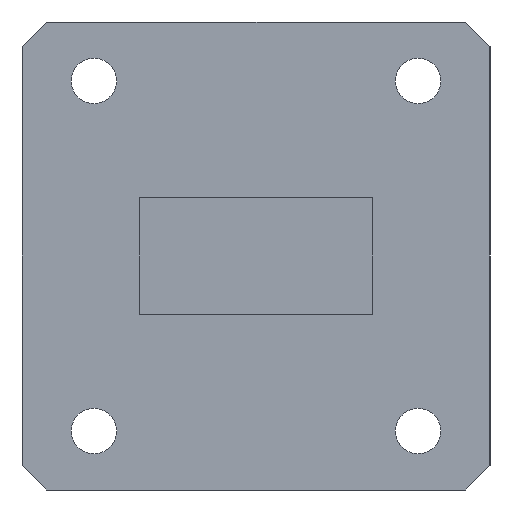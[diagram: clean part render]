
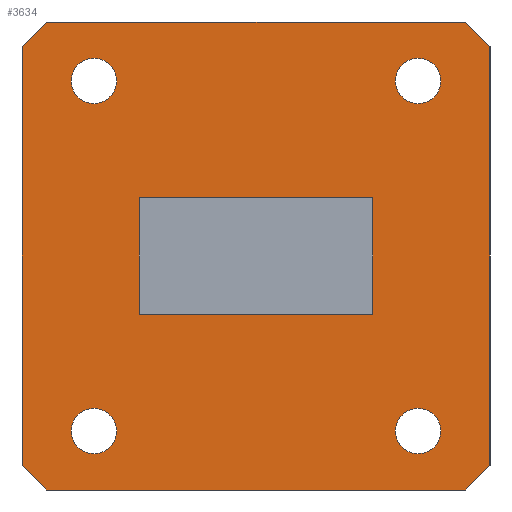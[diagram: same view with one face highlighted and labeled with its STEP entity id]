
A CAD part, left-side view. The second image highlights one B-rep face of the part: STEP entity #3634.
In plain terms, the highlighted planar face has unit normal (-1, 0, 0).
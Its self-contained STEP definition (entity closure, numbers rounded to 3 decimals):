
#3634=ADVANCED_FACE('',(#13343,#13345,#13347,#13349,#13351,#13353),#13355,.T.);
#13343=FACE_BOUND('',#13344,.T.);
#13344=EDGE_LOOP('',(#23979,#23980,#23981,#23982,#23983,#23984,#23985,#23986));
#13345=FACE_BOUND('',#13346,.T.);
#13346=EDGE_LOOP('',(#23987,#23988,#23989,#23990));
#13347=FACE_BOUND('',#13348,.T.);
#13348=EDGE_LOOP('',(#23991));
#13349=FACE_BOUND('',#13350,.T.);
#13350=EDGE_LOOP('',(#23992));
#13351=FACE_BOUND('',#13352,.T.);
#13352=EDGE_LOOP('',(#23993));
#13353=FACE_BOUND('',#13354,.T.);
#13354=EDGE_LOOP('',(#23994));
#13355=PLANE('',#13356);
#13356=AXIS2_PLACEMENT_3D('',#13357,#13358,#13359);
#13357=CARTESIAN_POINT('',(-33.6,0.,0.));
#13358=DIRECTION('',(-1.,0.,0.));
#13359=DIRECTION('',(0.,0.,1.));
#23979=ORIENTED_EDGE('',*,*,#28924,.T.);
#23980=ORIENTED_EDGE('',*,*,#28968,.F.);
#23981=ORIENTED_EDGE('',*,*,#28969,.F.);
#23982=ORIENTED_EDGE('',*,*,#28970,.F.);
#23983=ORIENTED_EDGE('',*,*,#28929,.F.);
#23984=ORIENTED_EDGE('',*,*,#28940,.F.);
#23985=ORIENTED_EDGE('',*,*,#28920,.T.);
#23986=ORIENTED_EDGE('',*,*,#28938,.F.);
#23987=ORIENTED_EDGE('',*,*,#28935,.T.);
#23988=ORIENTED_EDGE('',*,*,#28971,.T.);
#23989=ORIENTED_EDGE('',*,*,#28932,.T.);
#23990=ORIENTED_EDGE('',*,*,#28529,.F.);
#23991=ORIENTED_EDGE('',*,*,#28519,.T.);
#23992=ORIENTED_EDGE('',*,*,#28521,.T.);
#23993=ORIENTED_EDGE('',*,*,#28489,.T.);
#23994=ORIENTED_EDGE('',*,*,#28487,.T.);
#28487=EDGE_CURVE('',#31729,#31729,#31730,.T.);
#28489=EDGE_CURVE('',#31733,#31733,#31734,.T.);
#28519=EDGE_CURVE('',#31793,#31793,#31794,.T.);
#28521=EDGE_CURVE('',#31797,#31797,#31798,.T.);
#28529=EDGE_CURVE('',#31812,#31807,#31814,.T.);
#28920=EDGE_CURVE('',#32589,#32590,#32591,.T.);
#28924=EDGE_CURVE('',#32597,#32598,#32599,.T.);
#28929=EDGE_CURVE('',#32606,#32608,#32609,.T.);
#28932=EDGE_CURVE('',#32613,#31807,#32614,.T.);
#28935=EDGE_CURVE('',#31812,#32618,#32619,.T.);
#28938=EDGE_CURVE('',#32597,#32590,#32623,.T.);
#28940=EDGE_CURVE('',#32589,#32606,#32625,.T.);
#28968=EDGE_CURVE('',#32669,#32598,#32670,.T.);
#28969=EDGE_CURVE('',#32671,#32669,#32672,.T.);
#28970=EDGE_CURVE('',#32608,#32671,#32673,.T.);
#28971=EDGE_CURVE('',#32618,#32613,#32674,.T.);
#31729=VERTEX_POINT('',#43328);
#31730=CIRCLE('',#43329,1.85);
#31733=VERTEX_POINT('',#43338);
#31734=CIRCLE('',#43339,1.85);
#31793=VERTEX_POINT('',#43488);
#31794=CIRCLE('',#43489,1.85);
#31797=VERTEX_POINT('',#43498);
#31798=CIRCLE('',#43499,1.85);
#31807=VERTEX_POINT('',#43523);
#31812=VERTEX_POINT('',#43532);
#31814=LINE('',#43536,#43537);
#32589=VERTEX_POINT('',#49369);
#32590=VERTEX_POINT('',#49370);
#32591=LINE('',#49371,#49372);
#32597=VERTEX_POINT('',#49385);
#32598=VERTEX_POINT('',#49386);
#32599=LINE('',#49387,#49388);
#32606=VERTEX_POINT('',#49402);
#32608=VERTEX_POINT('',#49406);
#32609=LINE('',#49407,#49408);
#32613=VERTEX_POINT('',#49417);
#32614=LINE('',#49418,#49419);
#32618=VERTEX_POINT('',#49428);
#32619=LINE('',#49429,#49430);
#32623=LINE('',#49439,#49440);
#32625=LINE('',#49445,#49446);
#32669=VERTEX_POINT('',#49553);
#32670=LINE('',#49554,#49555);
#32671=VERTEX_POINT('',#49557);
#32672=LINE('',#49558,#49559);
#32673=LINE('',#49561,#49562);
#32674=LINE('',#49564,#49565);
#43328=CARTESIAN_POINT('',(-33.6,-13.2,11.35));
#43329=AXIS2_PLACEMENT_3D('',#43330,#43331,#43332);
#43330=CARTESIAN_POINT('',(-33.6,-13.2,9.5));
#43331=DIRECTION('',(1.,-0.,-0.));
#43332=DIRECTION('',(0.,0.,1.));
#43338=CARTESIAN_POINT('',(-33.6,13.2,11.35));
#43339=AXIS2_PLACEMENT_3D('',#43340,#43341,#43342);
#43340=CARTESIAN_POINT('',(-33.6,13.2,9.5));
#43341=DIRECTION('',(1.,-0.,-0.));
#43342=DIRECTION('',(0.,0.,1.));
#43488=CARTESIAN_POINT('',(-33.6,13.2,-17.15));
#43489=AXIS2_PLACEMENT_3D('',#43490,#43491,#43492);
#43490=CARTESIAN_POINT('',(-33.6,13.2,-19.));
#43491=DIRECTION('',(1.,-0.,-0.));
#43492=DIRECTION('',(0.,0.,1.));
#43498=CARTESIAN_POINT('',(-33.6,-13.2,-17.15));
#43499=AXIS2_PLACEMENT_3D('',#43500,#43501,#43502);
#43500=CARTESIAN_POINT('',(-33.6,-13.2,-19.));
#43501=DIRECTION('',(1.,-0.,-0.));
#43502=DIRECTION('',(0.,0.,1.));
#43523=CARTESIAN_POINT('',(-33.6,-9.5,-9.5));
#43532=CARTESIAN_POINT('',(-33.6,9.5,-9.5));
#43536=CARTESIAN_POINT('',(-33.6,9.5,-9.5));
#43537=VECTOR('',#43538,1.);
#43538=DIRECTION('',(0.,-1.,0.));
#49369=CARTESIAN_POINT('',(-33.6,17.05,-23.8));
#49370=CARTESIAN_POINT('',(-33.6,-17.05,-23.8));
#49371=CARTESIAN_POINT('',(-33.6,17.05,-23.8));
#49372=VECTOR('',#49373,1.);
#49373=DIRECTION('',(0.,-1.,0.));
#49385=CARTESIAN_POINT('',(-33.6,-19.05,-21.8));
#49386=CARTESIAN_POINT('',(-33.6,-19.05,12.3));
#49387=CARTESIAN_POINT('',(-33.6,-19.05,-21.8));
#49388=VECTOR('',#49389,1.);
#49389=DIRECTION('',(0.,0.,1.));
#49402=CARTESIAN_POINT('',(-33.6,19.05,-21.8));
#49406=CARTESIAN_POINT('',(-33.6,19.05,12.3));
#49407=CARTESIAN_POINT('',(-33.6,19.05,-21.8));
#49408=VECTOR('',#49409,1.);
#49409=DIRECTION('',(0.,0.,1.));
#49417=CARTESIAN_POINT('',(-33.6,-9.5,0.));
#49418=CARTESIAN_POINT('',(-33.6,-9.5,0.));
#49419=VECTOR('',#49420,1.);
#49420=DIRECTION('',(0.,0.,-1.));
#49428=CARTESIAN_POINT('',(-33.6,9.5,0.));
#49429=CARTESIAN_POINT('',(-33.6,9.5,-9.5));
#49430=VECTOR('',#49431,1.);
#49431=DIRECTION('',(0.,0.,1.));
#49439=CARTESIAN_POINT('',(-33.6,-19.05,-21.8));
#49440=VECTOR('',#49441,1.);
#49441=DIRECTION('',(0.,0.707,-0.707));
#49445=CARTESIAN_POINT('',(-33.6,17.05,-23.8));
#49446=VECTOR('',#49447,1.);
#49447=DIRECTION('',(0.,0.707,0.707));
#49553=CARTESIAN_POINT('',(-33.6,-17.05,14.3));
#49554=CARTESIAN_POINT('',(-33.6,-17.05,14.3));
#49555=VECTOR('',#49556,1.);
#49556=DIRECTION('',(0.,-0.707,-0.707));
#49557=CARTESIAN_POINT('',(-33.6,17.05,14.3));
#49558=CARTESIAN_POINT('',(-33.6,17.05,14.3));
#49559=VECTOR('',#49560,1.);
#49560=DIRECTION('',(0.,-1.,0.));
#49561=CARTESIAN_POINT('',(-33.6,19.05,12.3));
#49562=VECTOR('',#49563,1.);
#49563=DIRECTION('',(0.,-0.707,0.707));
#49564=CARTESIAN_POINT('',(-33.6,9.5,0.));
#49565=VECTOR('',#49566,1.);
#49566=DIRECTION('',(0.,-1.,0.));
